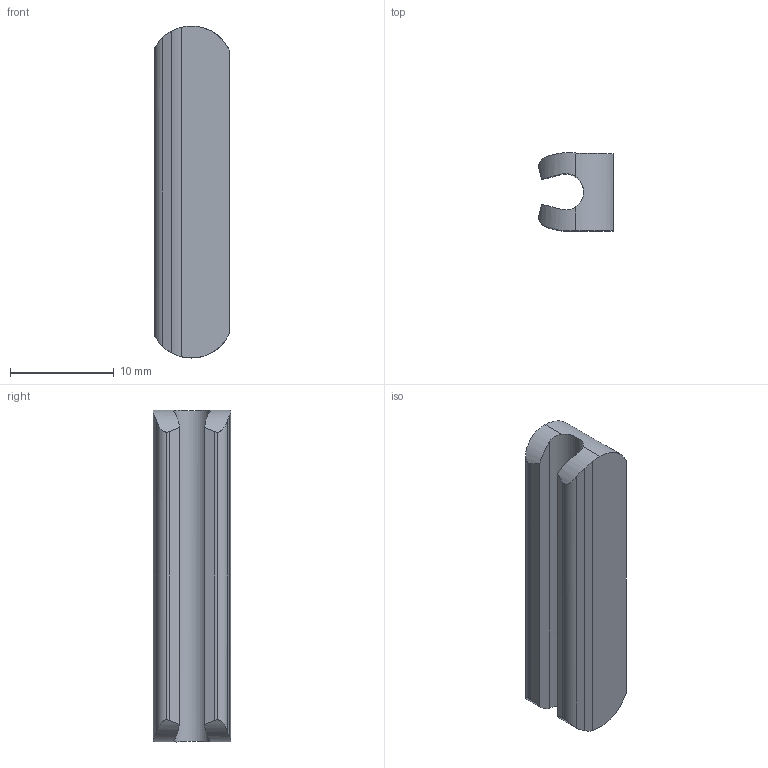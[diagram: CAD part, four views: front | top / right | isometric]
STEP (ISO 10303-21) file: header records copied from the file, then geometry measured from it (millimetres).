
FILE_DESCRIPTION (( 'STEP AP214' ), '1' );
FILE_NAME ('female connector for apple watch band.STEP', '2023-05-11T07:56:46', ( '' ), ( '' ), 'SwSTEP 2.0', 'SolidWorks 2022', '' );
FILE_SCHEMA (( 'AUTOMOTIVE_DESIGN' ));
Length unit declared in the file: millimetre
Products named in the file (1): female connector for apple watch band
Bounding box: 7.18 x 7.5 x 32 mm (x, y, z)
Volume: 1214 mm3; surface area: 1167.3 mm2
Topology: 1 solids, 1 shells, 20 faces, 54 edges, 36 vertices
Faces by surface type: cylinder 11, plane 9
Entity records: 753 total; most frequent: CARTESIAN_POINT 286, ORIENTED_EDGE 108, DIRECTION 68, EDGE_CURVE 54, VERTEX_POINT 36, AXIS2_PLACEMENT_3D 24, VECTOR 20, EDGE_LOOP 20
